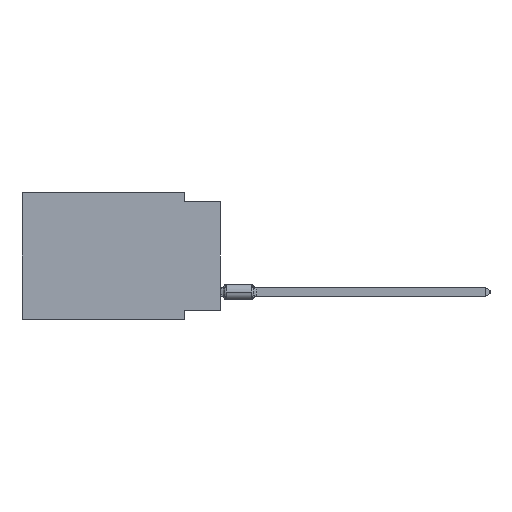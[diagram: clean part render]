
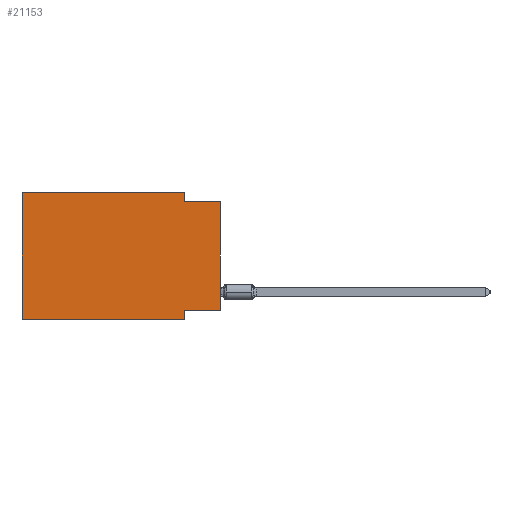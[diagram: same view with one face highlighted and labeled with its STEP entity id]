
A CAD part, left-side view. The second image highlights one B-rep face of the part: STEP entity #21153.
In plain terms, the highlighted planar face has unit normal (-1, 0, 0).
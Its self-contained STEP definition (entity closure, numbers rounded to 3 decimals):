
#198 = DIRECTION ( 'NONE',  ( 0., -1., 0. ) ) ;
#377 = VERTEX_POINT ( 'NONE', #13923 ) ;
#2134 = VECTOR ( 'NONE', #18688, 1000. ) ;
#3182 = EDGE_CURVE ( 'NONE', #12962, #27483, #24542, .T. ) ;
#3556 = DIRECTION ( 'NONE',  ( 1., 0., 0. ) ) ;
#3648 = EDGE_CURVE ( 'NONE', #32175, #377, #25742, .T. ) ;
#4123 = VECTOR ( 'NONE', #21911, 1000. ) ;
#4202 = VERTEX_POINT ( 'NONE', #23835 ) ;
#4204 = CARTESIAN_POINT ( 'NONE',  ( 0., 2.54, -8.255 ) ) ;
#4272 = AXIS2_PLACEMENT_3D ( 'NONE', #12248, #3556, #20744 ) ;
#4943 = CARTESIAN_POINT ( 'NONE',  ( 0., 2.54, 0. ) ) ;
#5934 = VECTOR ( 'NONE', #10640, 1000. ) ;
#7890 = EDGE_CURVE ( 'NONE', #27332, #4202, #35513, .T. ) ;
#9039 = EDGE_LOOP ( 'NONE', ( #17110, #24837, #30030, #34764, #27055, #12018, #23940, #29721 ) ) ;
#9089 = CARTESIAN_POINT ( 'NONE',  ( 0., 2.54, -8.89 ) ) ;
#9119 = PLANE ( 'NONE',  #4272 ) ;
#9432 = CARTESIAN_POINT ( 'NONE',  ( 0., 0., -0.635 ) ) ;
#9753 = VECTOR ( 'NONE', #31415, 1000. ) ;
#10640 = DIRECTION ( 'NONE',  ( 0., 0., 1. ) ) ;
#10774 = CARTESIAN_POINT ( 'NONE',  ( 0., 13.97, 0. ) ) ;
#11047 = CARTESIAN_POINT ( 'NONE',  ( 0., 2.54, -0.635 ) ) ;
#11882 = CARTESIAN_POINT ( 'NONE',  ( 0., 0., -8.255 ) ) ;
#12018 = ORIENTED_EDGE ( 'NONE', *, *, #29416, .T. ) ;
#12248 = CARTESIAN_POINT ( 'NONE',  ( 0., 13.97, 0. ) ) ;
#12962 = VERTEX_POINT ( 'NONE', #13646 ) ;
#13084 = DIRECTION ( 'NONE',  ( 0., 0., 1. ) ) ;
#13175 = VECTOR ( 'NONE', #13084, 1000. ) ;
#13350 = VERTEX_POINT ( 'NONE', #4943 ) ;
#13552 = CARTESIAN_POINT ( 'NONE',  ( 0., 2.54, 0. ) ) ;
#13646 = CARTESIAN_POINT ( 'NONE',  ( 0., 13.97, -8.89 ) ) ;
#13923 = CARTESIAN_POINT ( 'NONE',  ( 0., 2.54, -8.89 ) ) ;
#14799 = EDGE_CURVE ( 'NONE', #13350, #30072, #21537, .T. ) ;
#15863 = CARTESIAN_POINT ( 'NONE',  ( 0., 0., 0. ) ) ;
#16342 = DIRECTION ( 'NONE',  ( 0., 0., -1. ) ) ;
#17110 = ORIENTED_EDGE ( 'NONE', *, *, #7890, .T. ) ;
#17395 = DIRECTION ( 'NONE',  ( 0., 0., -1. ) ) ;
#17544 = EDGE_CURVE ( 'NONE', #27332, #32175, #23050, .T. ) ;
#18688 = DIRECTION ( 'NONE',  ( 0., -1., 0. ) ) ;
#20744 = DIRECTION ( 'NONE',  ( 0., 0., -1. ) ) ;
#21153 = ADVANCED_FACE ( 'NONE', ( #26335 ), #9119, .F. ) ;
#21537 = LINE ( 'NONE', #13552, #22457 ) ;
#21911 = DIRECTION ( 'NONE',  ( 0., -1., 0. ) ) ;
#22457 = VECTOR ( 'NONE', #16342, 1000. ) ;
#23050 = LINE ( 'NONE', #28441, #9753 ) ;
#23835 = CARTESIAN_POINT ( 'NONE',  ( 0., 0., -0.635 ) ) ;
#23940 = ORIENTED_EDGE ( 'NONE', *, *, #3648, .F. ) ;
#24542 = LINE ( 'NONE', #36031, #5934 ) ;
#24837 = ORIENTED_EDGE ( 'NONE', *, *, #28175, .F. ) ;
#25040 = VECTOR ( 'NONE', #17395, 1000. ) ;
#25742 = LINE ( 'NONE', #9089, #25040 ) ;
#26277 = VECTOR ( 'NONE', #198, 1000. ) ;
#26335 = FACE_OUTER_BOUND ( 'NONE', #9039, .T. ) ;
#26944 = CARTESIAN_POINT ( 'NONE',  ( 0., 13.97, 0. ) ) ;
#27055 = ORIENTED_EDGE ( 'NONE', *, *, #3182, .F. ) ;
#27212 = CARTESIAN_POINT ( 'NONE',  ( 0., 13.97, -8.89 ) ) ;
#27332 = VERTEX_POINT ( 'NONE', #11882 ) ;
#27483 = VERTEX_POINT ( 'NONE', #10774 ) ;
#28175 = EDGE_CURVE ( 'NONE', #30072, #4202, #31481, .T. ) ;
#28441 = CARTESIAN_POINT ( 'NONE',  ( 0., 0., -8.255 ) ) ;
#29416 = EDGE_CURVE ( 'NONE', #12962, #377, #35763, .T. ) ;
#29721 = ORIENTED_EDGE ( 'NONE', *, *, #17544, .F. ) ;
#30030 = ORIENTED_EDGE ( 'NONE', *, *, #14799, .F. ) ;
#30072 = VERTEX_POINT ( 'NONE', #11047 ) ;
#30093 = LINE ( 'NONE', #26944, #4123 ) ;
#31415 = DIRECTION ( 'NONE',  ( 0., 1., 0. ) ) ;
#31481 = LINE ( 'NONE', #9432, #26277 ) ;
#32175 = VERTEX_POINT ( 'NONE', #4204 ) ;
#34764 = ORIENTED_EDGE ( 'NONE', *, *, #34929, .F. ) ;
#34929 = EDGE_CURVE ( 'NONE', #27483, #13350, #30093, .T. ) ;
#35513 = LINE ( 'NONE', #15863, #13175 ) ;
#35763 = LINE ( 'NONE', #27212, #2134 ) ;
#36031 = CARTESIAN_POINT ( 'NONE',  ( 0., 13.97, 0. ) ) ;
